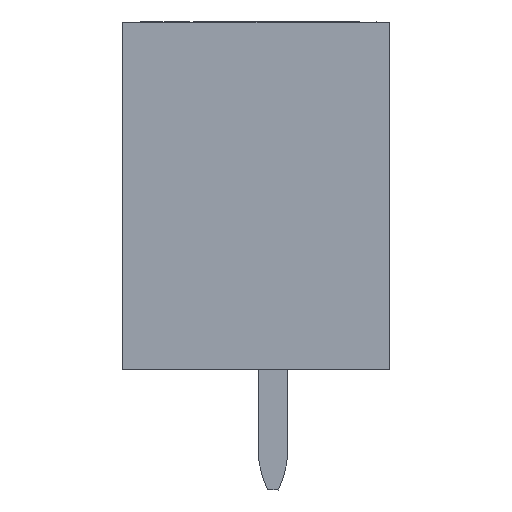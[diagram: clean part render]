
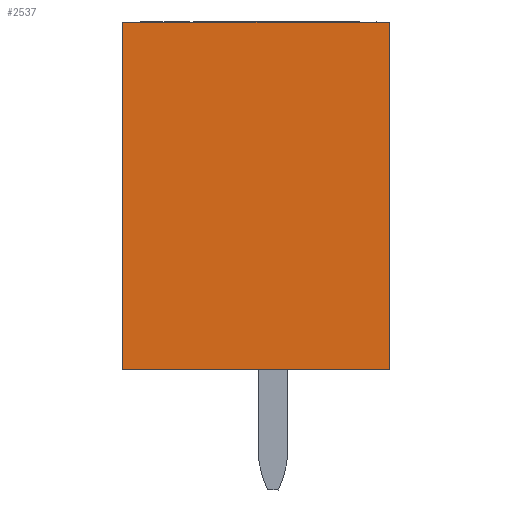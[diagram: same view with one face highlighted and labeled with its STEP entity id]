
A CAD part, left-side view. The second image highlights one B-rep face of the part: STEP entity #2537.
In plain terms, the highlighted planar face has unit normal (-1, 0, 0).
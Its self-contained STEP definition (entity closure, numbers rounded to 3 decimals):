
#2524=AXIS2_PLACEMENT_3D('Plane Axis2P3D',#2521,#2522,#2523) ;
#40=CARTESIAN_POINT('Vertex',(0.,0.,12.4)) ;
#45=CARTESIAN_POINT('Line Origine',(0.,0.,7.8)) ;
#49=CARTESIAN_POINT('Vertex',(0.,0.,3.2)) ;
#662=CARTESIAN_POINT('Vertex',(0.,7.07,12.4)) ;
#665=CARTESIAN_POINT('Line Origine',(0.,3.535,12.4)) ;
#2433=CARTESIAN_POINT('Vertex',(0.,7.07,3.2)) ;
#2436=CARTESIAN_POINT('Line Origine',(0.,7.07,7.8)) ;
#2521=CARTESIAN_POINT('Axis2P3D Location',(0.,0.,0.)) ;
#2526=CARTESIAN_POINT('Line Origine',(0.,3.535,3.2)) ;
#46=DIRECTION('Vector Direction',(0.,0.,-1.)) ;
#666=DIRECTION('Vector Direction',(0.,-1.,0.)) ;
#2437=DIRECTION('Vector Direction',(0.,0.,1.)) ;
#2522=DIRECTION('Axis2P3D Direction',(-1.,0.,0.)) ;
#2523=DIRECTION('Axis2P3D XDirection',(0.,0.,1.)) ;
#2527=DIRECTION('Vector Direction',(0.,1.,0.)) ;
#47=VECTOR('Line Direction',#46,1.) ;
#667=VECTOR('Line Direction',#666,1.) ;
#2438=VECTOR('Line Direction',#2437,1.) ;
#2528=VECTOR('Line Direction',#2527,1.) ;
#2532=ORIENTED_EDGE('',*,*,#2530,.T.) ;
#2533=ORIENTED_EDGE('',*,*,#51,.T.) ;
#2534=ORIENTED_EDGE('',*,*,#669,.T.) ;
#2535=ORIENTED_EDGE('',*,*,#2440,.T.) ;
#2537=ADVANCED_FACE('HOUSING',(#2536),#2525,.T.) ;
#51=EDGE_CURVE('',#50,#41,#48,.F.) ;
#669=EDGE_CURVE('',#41,#663,#668,.F.) ;
#2440=EDGE_CURVE('',#663,#2434,#2439,.F.) ;
#2530=EDGE_CURVE('',#2434,#50,#2529,.F.) ;
#2531=EDGE_LOOP('',(#2532,#2533,#2534,#2535)) ;
#2536=FACE_OUTER_BOUND('',#2531,.T.) ;
#48=LINE('Line',#45,#47) ;
#668=LINE('Line',#665,#667) ;
#2439=LINE('Line',#2436,#2438) ;
#2529=LINE('Line',#2526,#2528) ;
#2525=PLANE('',#2524) ;
#41=VERTEX_POINT('',#40) ;
#50=VERTEX_POINT('',#49) ;
#663=VERTEX_POINT('',#662) ;
#2434=VERTEX_POINT('',#2433) ;
